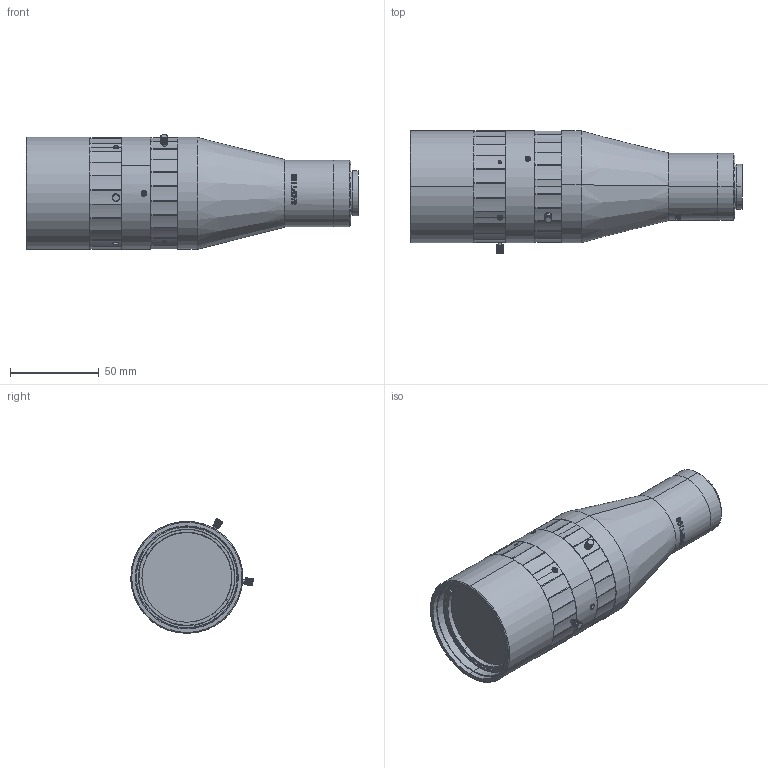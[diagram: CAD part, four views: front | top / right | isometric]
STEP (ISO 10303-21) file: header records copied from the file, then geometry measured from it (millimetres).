
FILE_DESCRIPTION (( 'STEP AP214' ), '1' );
FILE_NAME ('600070.STEP', '2024-11-25T05:46:58', ( '' ), ( '' ), 'SwSTEP 2.0', 'SolidWorks 2020', '' );
FILE_SCHEMA (( 'AUTOMOTIVE_DESIGN' ));
Length unit declared in the file: millimetre
Products named in the file (1): 600070
Bounding box: 186.86 x 68.88 x 64.59 mm (x, y, z)
Volume: 532397.3 mm3; surface area: 111831.8 mm2
Topology: 19 solids, 25 shells, 863 faces, 2244 edges, 1477 vertices
Faces by surface type: cylinder 330, plane 315, cone 145, bspline 73
Entity records: 49362 total; most frequent: CARTESIAN_POINT 18683, ORIENTED_EDGE 4488, DIRECTION 4213, EDGE_CURVE 2244, AXIS2_PLACEMENT_3D 1587, VERTEX_POINT 1477, VECTOR 1039, LINE 1039
